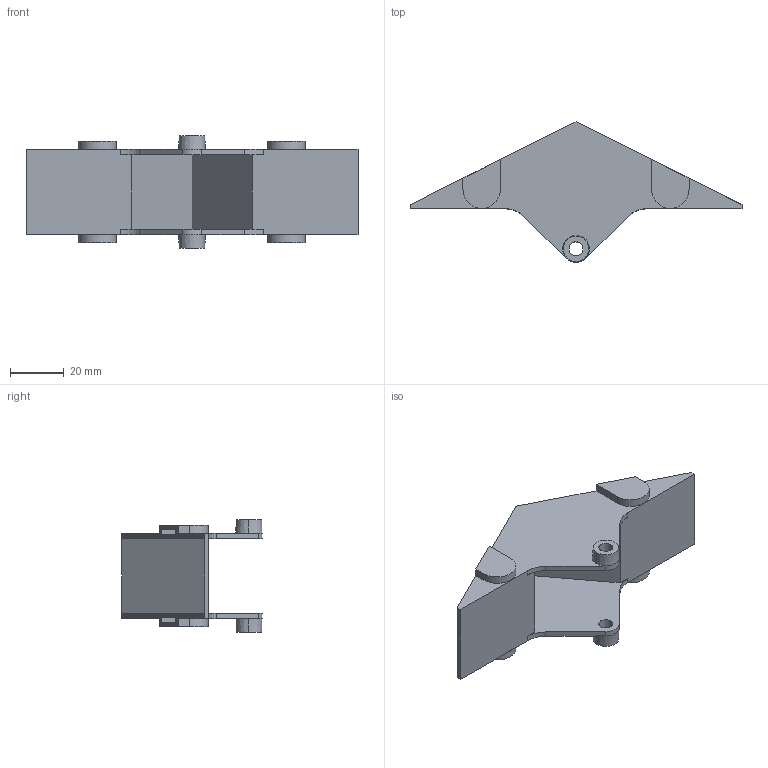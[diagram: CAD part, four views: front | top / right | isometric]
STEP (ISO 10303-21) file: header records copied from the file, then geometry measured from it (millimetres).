
FILE_DESCRIPTION (( 'STEP AP203' ), '1' );
FILE_NAME ('C123AA Kepce.STEP', '2022-09-15T11:35:44', ( '' ), ( '' ), 'SwSTEP 2.0', 'SolidWorks 2019', '' );
FILE_SCHEMA (( 'CONFIG_CONTROL_DESIGN' ));
Length unit declared in the file: millimetre
Products named in the file (1): C123AA Kepce
Bounding box: 124 x 52.5 x 42 mm (x, y, z)
Volume: 18539.2 mm3; surface area: 22031.1 mm2
Topology: 1 solids, 1 shells, 78 faces, 206 edges, 134 vertices
Faces by surface type: plane 56, cylinder 18, cone 4
Entity records: 2543 total; most frequent: CARTESIAN_POINT 513, ORIENTED_EDGE 412, DIRECTION 390, EDGE_CURVE 206, LINE 156, VECTOR 156, VERTEX_POINT 134, AXIS2_PLACEMENT_3D 117
